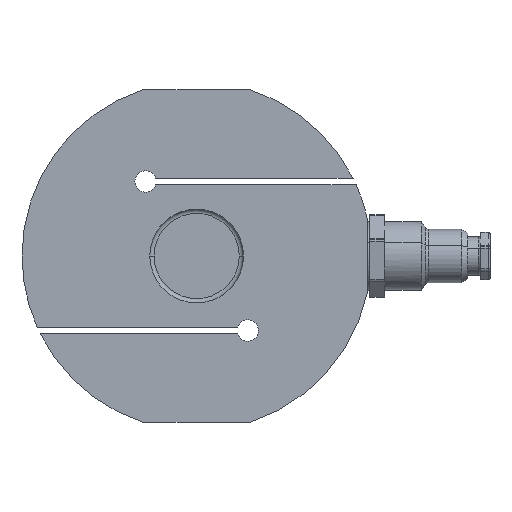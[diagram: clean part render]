
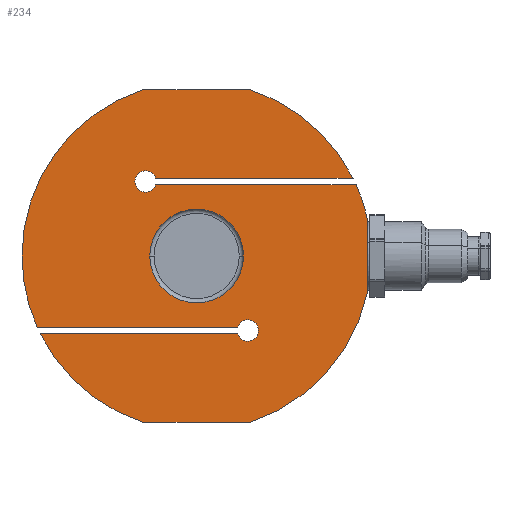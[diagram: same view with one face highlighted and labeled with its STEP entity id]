
A CAD part, front view. The second image highlights one B-rep face of the part: STEP entity #234.
In plain terms, the highlighted face is planar.
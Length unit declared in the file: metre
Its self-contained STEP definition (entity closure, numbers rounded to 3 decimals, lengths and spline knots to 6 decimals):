
#234=ADVANCED_FACE('0:81',(#517,#518),#519,.T.);
#517=FACE_OUTER_BOUND('',#864,.T.);
#518=FACE_BOUND('',#865,.T.);
#519=PLANE('',#866);
#864=EDGE_LOOP('',(#1421,#1422,#1423,#1424,#1425,#1426,#1427,#1428,#1429,#1430,#1431,#1432,#1433,#1434,#1435,#1436,#1437));
#865=EDGE_LOOP('',(#1438,#1439));
#866=AXIS2_PLACEMENT_3D('',#1440,#1441,#1442);
#1421=ORIENTED_EDGE('',*,*,#2173,.T.);
#1422=ORIENTED_EDGE('',*,*,#2146,.T.);
#1423=ORIENTED_EDGE('',*,*,#2219,.F.);
#1424=ORIENTED_EDGE('',*,*,#2177,.F.);
#1425=ORIENTED_EDGE('',*,*,#2141,.F.);
#1426=ORIENTED_EDGE('',*,*,#2206,.F.);
#1427=ORIENTED_EDGE('',*,*,#2217,.T.);
#1428=ORIENTED_EDGE('',*,*,#2200,.F.);
#1429=ORIENTED_EDGE('',*,*,#2220,.T.);
#1430=ORIENTED_EDGE('',*,*,#2221,.F.);
#1431=ORIENTED_EDGE('',*,*,#2222,.T.);
#1432=ORIENTED_EDGE('',*,*,#2223,.F.);
#1433=ORIENTED_EDGE('',*,*,#2149,.F.);
#1434=ORIENTED_EDGE('',*,*,#2171,.F.);
#1435=ORIENTED_EDGE('',*,*,#2196,.F.);
#1436=ORIENTED_EDGE('',*,*,#2224,.T.);
#1437=ORIENTED_EDGE('',*,*,#2192,.F.);
#1438=ORIENTED_EDGE('',*,*,#2121,.F.);
#1439=ORIENTED_EDGE('',*,*,#2187,.F.);
#1440=CARTESIAN_POINT('',(0.0,0.0,0.03));
#1441=DIRECTION('',(0.0,0.0,1.0));
#1442=DIRECTION('',(1.0,-0.0,0.0));
#2121=EDGE_CURVE('0:174',#2486,#2482,#2488,.T.);
#2141=EDGE_CURVE('0:153',#2518,#2514,#2520,.T.);
#2146=EDGE_CURVE('',#2523,#2527,#2529,.T.);
#2149=EDGE_CURVE('',#2531,#2534,#2535,.T.);
#2171=EDGE_CURVE('0:123',#2566,#2531,#2568,.T.);
#2173=EDGE_CURVE('0:141',#2570,#2523,#2571,.T.);
#2177=EDGE_CURVE('',#2514,#2576,#2577,.T.);
#2187=EDGE_CURVE('',#2482,#2486,#2588,.T.);
#2192=EDGE_CURVE('0:183',#2570,#2593,#2594,.T.);
#2196=EDGE_CURVE('0:192',#2599,#2566,#2600,.T.);
#2200=EDGE_CURVE('0:201',#2605,#2606,#2607,.T.);
#2206=EDGE_CURVE('0:216',#2615,#2518,#2617,.T.);
#2217=EDGE_CURVE('0:243',#2615,#2606,#2631,.T.);
#2219=EDGE_CURVE('0:246',#2576,#2527,#2633,.T.);
#2220=EDGE_CURVE('0:249',#2605,#2634,#2635,.T.);
#2221=EDGE_CURVE('0:252',#2636,#2634,#2637,.T.);
#2222=EDGE_CURVE('0:255',#2636,#2638,#2639,.T.);
#2223=EDGE_CURVE('0:258',#2534,#2638,#2640,.T.);
#2224=EDGE_CURVE('0:261',#2599,#2593,#2641,.T.);
#2482=VERTEX_POINT('',#3001);
#2486=VERTEX_POINT('',#3006);
#2488=CIRCLE('',#3009,0.011);
#2514=VERTEX_POINT('',#3037);
#2518=VERTEX_POINT('NONE',#3042);
#2520=CIRCLE('',#3045,0.0025);
#2523=VERTEX_POINT('',#3048);
#2527=VERTEX_POINT('NONE',#3053);
#2529=CIRCLE('',#3056,0.041);
#2531=VERTEX_POINT('',#3058);
#2534=VERTEX_POINT('NONE',#3062);
#2535=CIRCLE('',#3063,0.0025);
#2566=VERTEX_POINT('NONE',#3099);
#2568=CIRCLE('',#3102,0.0025);
#2570=VERTEX_POINT('NONE',#3104);
#2571=CIRCLE('',#3105,0.041);
#2576=VERTEX_POINT('NONE',#3111);
#2577=CIRCLE('',#3112,0.0025);
#2588=CIRCLE('',#3124,0.011);
#2593=VERTEX_POINT('NONE',#3129);
#2594=LINE('',#3130,#3131);
#2599=VERTEX_POINT('NONE',#3138);
#2600=LINE('',#3139,#3140);
#2605=VERTEX_POINT('NONE',#3147);
#2606=VERTEX_POINT('NONE',#3148);
#2607=LINE('',#3149,#3150);
#2615=VERTEX_POINT('NONE',#3161);
#2617=LINE('',#3164,#3165);
#2631=CIRCLE('',#3183,0.041);
#2633=LINE('',#3185,#3186);
#2634=VERTEX_POINT('NONE',#3187);
#2635=CIRCLE('',#3188,0.041);
#2636=VERTEX_POINT('NONE',#3189);
#2637=LINE('',#3190,#3191);
#2638=VERTEX_POINT('NONE',#3192);
#2639=CIRCLE('',#3193,0.041);
#2640=LINE('',#3194,#3195);
#2641=CIRCLE('',#3196,0.041);
#3001=CARTESIAN_POINT('',(0.011,0.,0.03));
#3006=CARTESIAN_POINT('',(-0.011,0.,0.03));
#3009=AXIS2_PLACEMENT_3D('',#3701,#3702,#3703);
#3037=CARTESIAN_POINT('',(0.0145,-0.0175,0.03));
#3042=CARTESIAN_POINT('',(0.009615,-0.01825,0.03));
#3045=AXIS2_PLACEMENT_3D('',#3741,#3742,#3743);
#3048=CARTESIAN_POINT('',(-0.041,0.,0.03));
#3053=CARTESIAN_POINT('',(-0.037422,-0.01675,0.03));
#3056=AXIS2_PLACEMENT_3D('',#3749,#3750,#3751);
#3058=CARTESIAN_POINT('',(-0.0145,0.0175,0.03));
#3062=CARTESIAN_POINT('',(-0.009615,0.01675,0.03));
#3063=AXIS2_PLACEMENT_3D('',#3753,#3754,#3755);
#3099=CARTESIAN_POINT('',(-0.009615,0.01825,0.03));
#3102=AXIS2_PLACEMENT_3D('',#3792,#3793,#3794);
#3104=CARTESIAN_POINT('',(-0.012649,0.039,0.03));
#3105=AXIS2_PLACEMENT_3D('',#3795,#3796,#3797);
#3111=CARTESIAN_POINT('',(0.009615,-0.01675,0.03));
#3112=AXIS2_PLACEMENT_3D('',#3802,#3803,#3804);
#3124=AXIS2_PLACEMENT_3D('',#3818,#3819,#3820);
#3129=CARTESIAN_POINT('',(0.012649,0.039,0.03));
#3130=CARTESIAN_POINT('',(0.0,0.039,0.03));
#3131=VECTOR('',#3827,1.0);
#3138=CARTESIAN_POINT('',(0.036714,0.01825,0.03));
#3139=CARTESIAN_POINT('',(0.087235,0.01825,0.03));
#3140=VECTOR('',#3830,1.0);
#3147=CARTESIAN_POINT('',(0.012649,-0.039,0.03));
#3148=CARTESIAN_POINT('',(-0.012649,-0.039,0.03));
#3149=CARTESIAN_POINT('',(-0.012649,-0.039,0.03));
#3150=VECTOR('',#3833,1.0);
#3161=CARTESIAN_POINT('',(-0.036714,-0.01825,0.03));
#3164=CARTESIAN_POINT('',(-0.0623,-0.01825,0.03));
#3165=VECTOR('',#3838,1.0);
#3183=AXIS2_PLACEMENT_3D('',#3855,#3856,#3857);
#3185=CARTESIAN_POINT('',(-0.0623,-0.01675,0.03));
#3186=VECTOR('',#3858,1.0);
#3187=CARTESIAN_POINT('',(0.0401,-0.008543,0.03));
#3188=AXIS2_PLACEMENT_3D('',#3859,#3860,#3861);
#3189=CARTESIAN_POINT('',(0.0401,0.008543,0.03));
#3190=CARTESIAN_POINT('',(0.0401,0.008543,0.03));
#3191=VECTOR('',#3862,1.0);
#3192=CARTESIAN_POINT('',(0.037422,0.01675,0.03));
#3193=AXIS2_PLACEMENT_3D('',#3863,#3864,#3865);
#3194=CARTESIAN_POINT('',(0.087235,0.01675,0.03));
#3195=VECTOR('',#3866,1.0);
#3196=AXIS2_PLACEMENT_3D('',#3867,#3868,#3869);
#3701=CARTESIAN_POINT('',(0.0,0.0,0.03));
#3702=DIRECTION('',(0.0,0.0,1.0));
#3703=DIRECTION('',(1.0,0.0,0.0));
#3741=CARTESIAN_POINT('',(0.012,-0.0175,0.03));
#3742=DIRECTION('',(0.0,0.0,1.0));
#3743=DIRECTION('',(1.0,0.0,0.0));
#3749=CARTESIAN_POINT('',(0.0,0.0,0.03));
#3750=DIRECTION('',(0.0,0.0,1.0));
#3751=DIRECTION('',(1.0,0.0,0.0));
#3753=CARTESIAN_POINT('',(-0.012,0.0175,0.03));
#3754=DIRECTION('',(0.0,0.0,1.0));
#3755=DIRECTION('',(1.0,0.0,0.0));
#3792=CARTESIAN_POINT('',(-0.012,0.0175,0.03));
#3793=DIRECTION('',(0.0,0.0,1.0));
#3794=DIRECTION('',(1.0,0.0,0.0));
#3795=CARTESIAN_POINT('',(0.0,0.0,0.03));
#3796=DIRECTION('',(0.0,0.0,1.0));
#3797=DIRECTION('',(1.0,0.0,0.0));
#3802=CARTESIAN_POINT('',(0.012,-0.0175,0.03));
#3803=DIRECTION('',(0.0,0.0,1.0));
#3804=DIRECTION('',(1.0,0.0,0.0));
#3818=CARTESIAN_POINT('',(0.0,0.0,0.03));
#3819=DIRECTION('',(0.0,0.0,1.0));
#3820=DIRECTION('',(1.0,0.0,0.0));
#3827=DIRECTION('',(1.0,0.0,0.0));
#3830=DIRECTION('',(-1.0,0.,0.0));
#3833=DIRECTION('',(-1.0,-0.0,-0.0));
#3838=DIRECTION('',(1.0,0.0,0.0));
#3855=CARTESIAN_POINT('',(0.0,0.0,0.03));
#3856=DIRECTION('',(0.0,0.0,1.0));
#3857=DIRECTION('',(1.0,0.0,0.0));
#3858=DIRECTION('',(-1.0,-0.0,-0.0));
#3859=CARTESIAN_POINT('',(0.0,0.0,0.03));
#3860=DIRECTION('',(0.0,0.0,1.0));
#3861=DIRECTION('',(1.0,0.0,0.0));
#3862=DIRECTION('',(0.0,-1.0,0.0));
#3863=CARTESIAN_POINT('',(0.0,0.0,0.03));
#3864=DIRECTION('',(0.0,0.0,1.0));
#3865=DIRECTION('',(1.0,0.0,0.0));
#3866=DIRECTION('',(1.0,0.,-0.0));
#3867=CARTESIAN_POINT('',(0.0,0.0,0.03));
#3868=DIRECTION('',(0.0,0.0,1.0));
#3869=DIRECTION('',(1.0,0.0,0.0));
